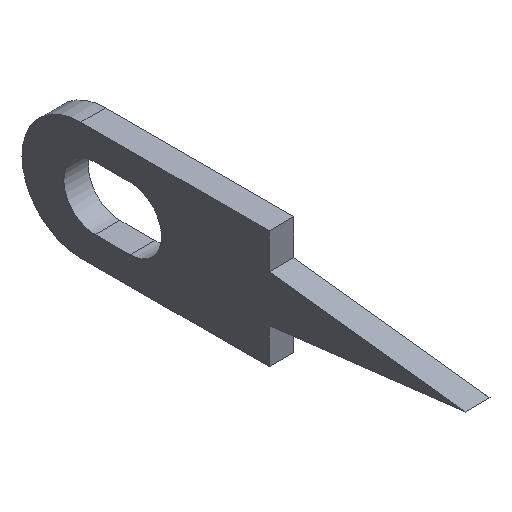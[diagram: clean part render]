
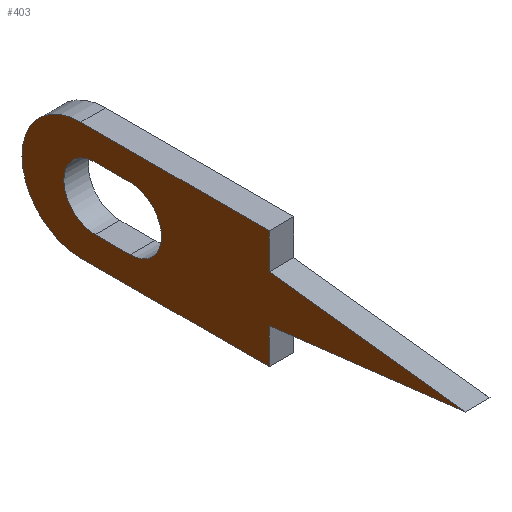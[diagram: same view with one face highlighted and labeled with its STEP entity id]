
A CAD part, isometric view. The second image highlights one B-rep face of the part: STEP entity #403.
In plain terms, the highlighted planar face has unit normal (-1, 0, 0).
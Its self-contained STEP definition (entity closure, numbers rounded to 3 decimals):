
#2 = CARTESIAN_POINT ( 'NONE',  ( -0.315, 4.435, 0. ) ) ;
#3 = VECTOR ( 'NONE', #385, 1000. ) ;
#9 = CARTESIAN_POINT ( 'NONE',  ( -0.315, 4.435, -0.8 ) ) ;
#24 = AXIS2_PLACEMENT_3D ( 'NONE', #58, #163, #368 ) ;
#27 = DIRECTION ( 'NONE',  ( 0., -0.993, -0.118 ) ) ;
#30 = DIRECTION ( 'NONE',  ( 0., 0.993, -0.118 ) ) ;
#35 = EDGE_CURVE ( 'NONE', #424, #225, #265, .T. ) ;
#38 = CARTESIAN_POINT ( 'NONE',  ( -0.315, 0., -1.5 ) ) ;
#41 = VECTOR ( 'NONE', #30, 1000. ) ;
#43 = CARTESIAN_POINT ( 'NONE',  ( -0.315, 0., -1.5 ) ) ;
#47 = ORIENTED_EDGE ( 'NONE', *, *, #124, .F. ) ;
#57 = CIRCLE ( 'NONE', #293, 1.5 ) ;
#58 = CARTESIAN_POINT ( 'NONE',  ( -0.315, 4.8, 0. ) ) ;
#59 = EDGE_CURVE ( 'NONE', #408, #287, #412, .T. ) ;
#68 = VERTEX_POINT ( 'NONE', #9 ) ;
#79 = CARTESIAN_POINT ( 'NONE',  ( -0.315, 0., -1.5 ) ) ;
#82 = CARTESIAN_POINT ( 'NONE',  ( -0.315, 3.545, -0.8 ) ) ;
#86 = CARTESIAN_POINT ( 'NONE',  ( -0.315, 0., -0.595 ) ) ;
#87 = CARTESIAN_POINT ( 'NONE',  ( -0.315, 0., 1.5 ) ) ;
#100 = LINE ( 'NONE', #415, #161 ) ;
#101 = DIRECTION ( 'NONE',  ( 0., 0., -1. ) ) ;
#105 = LINE ( 'NONE', #342, #3 ) ;
#111 = ORIENTED_EDGE ( 'NONE', *, *, #204, .T. ) ;
#118 = VERTEX_POINT ( 'NONE', #382 ) ;
#124 = EDGE_CURVE ( 'NONE', #225, #183, #105, .T. ) ;
#125 = ORIENTED_EDGE ( 'NONE', *, *, #383, .F. ) ;
#129 = EDGE_CURVE ( 'NONE', #233, #257, #428, .T. ) ;
#130 = FACE_OUTER_BOUND ( 'NONE', #443, .T. ) ;
#136 = DIRECTION ( 'NONE',  ( 1., 0., 0. ) ) ;
#139 = DIRECTION ( 'NONE',  ( 1., 0., 0. ) ) ;
#146 = EDGE_CURVE ( 'NONE', #118, #424, #57, .T. ) ;
#155 = CARTESIAN_POINT ( 'NONE',  ( -0.315, 3.545, -0.8 ) ) ;
#156 = EDGE_CURVE ( 'NONE', #68, #432, #173, .T. ) ;
#157 = ORIENTED_EDGE ( 'NONE', *, *, #129, .T. ) ;
#161 = VECTOR ( 'NONE', #320, 1000. ) ;
#163 = DIRECTION ( 'NONE',  ( 1., 0., 0. ) ) ;
#173 = CIRCLE ( 'NONE', #240, 0.8 ) ;
#176 = DIRECTION ( 'NONE',  ( 0., 0., -1. ) ) ;
#183 = VERTEX_POINT ( 'NONE', #313 ) ;
#184 = LINE ( 'NONE', #43, #236 ) ;
#186 = ORIENTED_EDGE ( 'NONE', *, *, #59, .F. ) ;
#203 = ORIENTED_EDGE ( 'NONE', *, *, #306, .F. ) ;
#204 = EDGE_CURVE ( 'NONE', #432, #233, #100, .T. ) ;
#205 = DIRECTION ( 'NONE',  ( 1., 0., 0. ) ) ;
#213 = VECTOR ( 'NONE', #367, 1000. ) ;
#221 = VECTOR ( 'NONE', #27, 1000. ) ;
#223 = DIRECTION ( 'NONE',  ( 0., 1., 0. ) ) ;
#225 = VERTEX_POINT ( 'NONE', #230 ) ;
#230 = CARTESIAN_POINT ( 'NONE',  ( -0.315, 0., 1.5 ) ) ;
#231 = ORIENTED_EDGE ( 'NONE', *, *, #234, .T. ) ;
#233 = VERTEX_POINT ( 'NONE', #360 ) ;
#234 = EDGE_CURVE ( 'NONE', #257, #68, #396, .T. ) ;
#236 = VECTOR ( 'NONE', #223, 1000. ) ;
#240 = AXIS2_PLACEMENT_3D ( 'NONE', #2, #136, #101 ) ;
#241 = PLANE ( 'NONE',  #24 ) ;
#246 = CARTESIAN_POINT ( 'NONE',  ( -0.315, 3.545, 0. ) ) ;
#247 = CARTESIAN_POINT ( 'NONE',  ( -0.315, 4.8, 0. ) ) ;
#251 = ORIENTED_EDGE ( 'NONE', *, *, #146, .F. ) ;
#257 = VERTEX_POINT ( 'NONE', #155 ) ;
#265 = LINE ( 'NONE', #87, #213 ) ;
#268 = LINE ( 'NONE', #438, #221 ) ;
#287 = VERTEX_POINT ( 'NONE', #79 ) ;
#288 = EDGE_LOOP ( 'NONE', ( #111, #157, #231, #359 ) ) ;
#293 = AXIS2_PLACEMENT_3D ( 'NONE', #247, #139, #380 ) ;
#295 = DIRECTION ( 'NONE',  ( 0., 1., 0. ) ) ;
#306 = EDGE_CURVE ( 'NONE', #287, #118, #184, .T. ) ;
#307 = LINE ( 'NONE', #86, #41 ) ;
#312 = VECTOR ( 'NONE', #176, 1000. ) ;
#313 = CARTESIAN_POINT ( 'NONE',  ( -0.315, 0., 0.595 ) ) ;
#320 = DIRECTION ( 'NONE',  ( 0., -1., 0. ) ) ;
#328 = CARTESIAN_POINT ( 'NONE',  ( -0.315, 4.8, 1.5 ) ) ;
#334 = VECTOR ( 'NONE', #295, 1000. ) ;
#335 = FACE_BOUND ( 'NONE', #288, .T. ) ;
#341 = DIRECTION ( 'NONE',  ( 0., 0., -1. ) ) ;
#342 = CARTESIAN_POINT ( 'NONE',  ( -0.315, 0., 1.5 ) ) ;
#359 = ORIENTED_EDGE ( 'NONE', *, *, #156, .T. ) ;
#360 = CARTESIAN_POINT ( 'NONE',  ( -0.315, 3.545, 0.8 ) ) ;
#364 = VERTEX_POINT ( 'NONE', #433 ) ;
#367 = DIRECTION ( 'NONE',  ( 0., -1., 0. ) ) ;
#368 = DIRECTION ( 'NONE',  ( 0., 0., -1. ) ) ;
#369 = CARTESIAN_POINT ( 'NONE',  ( -0.315, 0., -0.595 ) ) ;
#380 = DIRECTION ( 'NONE',  ( 0., 0., -1. ) ) ;
#382 = CARTESIAN_POINT ( 'NONE',  ( -0.315, 4.8, -1.5 ) ) ;
#383 = EDGE_CURVE ( 'NONE', #183, #364, #268, .T. ) ;
#385 = DIRECTION ( 'NONE',  ( 0., 0., -1. ) ) ;
#388 = EDGE_CURVE ( 'NONE', #364, #408, #307, .T. ) ;
#395 = ORIENTED_EDGE ( 'NONE', *, *, #388, .F. ) ;
#396 = LINE ( 'NONE', #82, #334 ) ;
#401 = ORIENTED_EDGE ( 'NONE', *, *, #35, .F. ) ;
#402 = CARTESIAN_POINT ( 'NONE',  ( -0.315, 4.435, 0.8 ) ) ;
#403 = ADVANCED_FACE ( 'NONE', ( #335, #130 ), #241, .F. ) ;
#408 = VERTEX_POINT ( 'NONE', #369 ) ;
#412 = LINE ( 'NONE', #38, #312 ) ;
#415 = CARTESIAN_POINT ( 'NONE',  ( -0.315, 3.545, 0.8 ) ) ;
#424 = VERTEX_POINT ( 'NONE', #328 ) ;
#428 = CIRCLE ( 'NONE', #429, 0.8 ) ;
#429 = AXIS2_PLACEMENT_3D ( 'NONE', #246, #205, #341 ) ;
#432 = VERTEX_POINT ( 'NONE', #402 ) ;
#433 = CARTESIAN_POINT ( 'NONE',  ( -0.315, -5., 0. ) ) ;
#438 = CARTESIAN_POINT ( 'NONE',  ( -0.315, 0., 0.595 ) ) ;
#443 = EDGE_LOOP ( 'NONE', ( #125, #47, #401, #251, #203, #186, #395 ) ) ;
